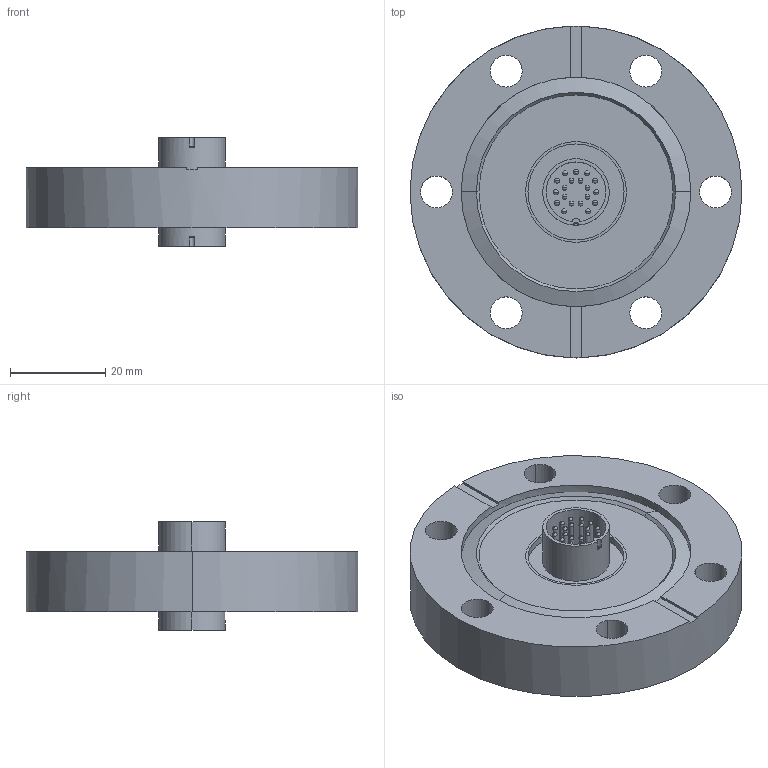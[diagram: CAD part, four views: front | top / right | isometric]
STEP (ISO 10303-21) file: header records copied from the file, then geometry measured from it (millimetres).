
FILE_DESCRIPTION(('STEP AP214'),'1');
FILE_NAME('tmp0.STP',' ',(' '),(' '),'XStep 1.0',' ',' ');
FILE_SCHEMA(('automotive_design'));
Length unit declared in the file: millimetre
Bounding box: 69.8 x 69.8 x 22.9 mm (x, y, z)
Volume: 42044.3 mm3; surface area: 15827.5 mm2
Topology: 2 solids, 2 shells, 232 faces, 578 edges, 320 vertices
Faces by surface type: cylinder 114, sphere 76, plane 24, torus 12, cone 6
Entity records: 8471 total; most frequent: DIRECTION 1316, CARTESIAN_POINT 1144, ORIENTED_EDGE 1004, AXIS2_PLACEMENT_3D 588, EDGE_CURVE 502, CIRCLE 354, VERTEX_POINT 320, EDGE_LOOP 292
